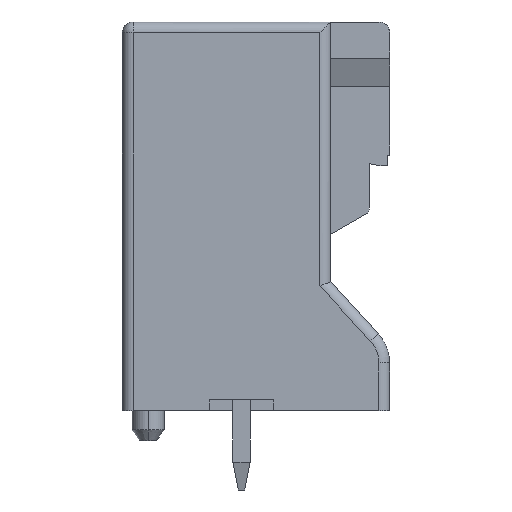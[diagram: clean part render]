
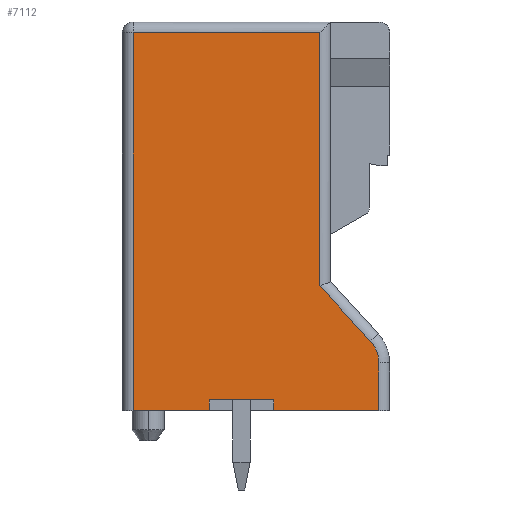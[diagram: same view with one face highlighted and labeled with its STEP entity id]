
A CAD part, left-side view. The second image highlights one B-rep face of the part: STEP entity #7112.
In plain terms, the highlighted planar face has unit normal (-1, 0, 0).
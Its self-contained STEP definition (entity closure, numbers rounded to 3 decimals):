
#3630 = VERTEX_POINT('',#3631);
#3631 = CARTESIAN_POINT('',(-12.565,-3.661,17.65));
#3698 = EDGE_CURVE('',#3630,#3699,#3701,.T.);
#3699 = VERTEX_POINT('',#3700);
#3700 = CARTESIAN_POINT('',(-12.565,-3.661,
    5.856));
#3701 = LINE('',#3702,#3703);
#3702 = CARTESIAN_POINT('',(-12.565,-3.661,
    18.457));
#3703 = VECTOR('',#3704,1.);
#3704 = DIRECTION('',(0.,0.,-1.));
#4226 = VERTEX_POINT('',#4227);
#4227 = CARTESIAN_POINT('',(-12.565,-6.411,0.05)
  );
#4234 = EDGE_CURVE('',#4235,#4226,#4237,.T.);
#4235 = VERTEX_POINT('',#4236);
#4236 = CARTESIAN_POINT('',(-12.565,-1.511,0.05)
  );
#4237 = LINE('',#4238,#4239);
#4238 = CARTESIAN_POINT('',(-12.565,6.65,0.05));
#4239 = VECTOR('',#4240,1.);
#4240 = DIRECTION('',(-0.,-1.,0.));
#5499 = VERTEX_POINT('',#5500);
#5500 = CARTESIAN_POINT('',(-12.565,-6.411,
    2.272));
#5507 = EDGE_CURVE('',#4226,#5499,#5508,.T.);
#5508 = LINE('',#5509,#5510);
#5509 = CARTESIAN_POINT('',(-12.565,-6.411,
    -0.006));
#5510 = VECTOR('',#5511,1.);
#5511 = DIRECTION('',(0.,0.,1.));
#6825 = VERTEX_POINT('',#6826);
#6826 = CARTESIAN_POINT('',(-12.565,-1.511,0.55));
#6832 = EDGE_CURVE('',#6833,#6825,#6835,.T.);
#6833 = VERTEX_POINT('',#6834);
#6834 = CARTESIAN_POINT('',(-12.565,1.489,0.55));
#6835 = LINE('',#6836,#6837);
#6836 = CARTESIAN_POINT('',(-12.565,6.65,0.55));
#6837 = VECTOR('',#6838,1.);
#6838 = DIRECTION('',(-0.,-1.,0.));
#7112 = ADVANCED_FACE('',(#7113),#7170,.T.);
#7113 = FACE_BOUND('',#7114,.T.);
#7114 = EDGE_LOOP('',(#7115,#7116,#7124,#7132,#7140,#7146,#7147,#7153,
    #7154,#7155,#7164));
#7115 = ORIENTED_EDGE('',*,*,#3698,.F.);
#7116 = ORIENTED_EDGE('',*,*,#7117,.T.);
#7117 = EDGE_CURVE('',#3630,#7118,#7120,.T.);
#7118 = VERTEX_POINT('',#7119);
#7119 = CARTESIAN_POINT('',(-12.565,5.039,17.65));
#7120 = LINE('',#7121,#7122);
#7121 = CARTESIAN_POINT('',(-12.565,-4.391,17.65));
#7122 = VECTOR('',#7123,1.);
#7123 = DIRECTION('',(0.,1.,0.));
#7124 = ORIENTED_EDGE('',*,*,#7125,.F.);
#7125 = EDGE_CURVE('',#7126,#7118,#7128,.T.);
#7126 = VERTEX_POINT('',#7127);
#7127 = CARTESIAN_POINT('',(-12.565,5.039,0.05));
#7128 = LINE('',#7129,#7130);
#7129 = CARTESIAN_POINT('',(-12.565,5.039,-0.39));
#7130 = VECTOR('',#7131,1.);
#7131 = DIRECTION('',(0.,0.,1.));
#7132 = ORIENTED_EDGE('',*,*,#7133,.T.);
#7133 = EDGE_CURVE('',#7126,#7134,#7136,.T.);
#7134 = VERTEX_POINT('',#7135);
#7135 = CARTESIAN_POINT('',(-12.565,1.489,0.05));
#7136 = LINE('',#7137,#7138);
#7137 = CARTESIAN_POINT('',(-12.565,6.65,0.05));
#7138 = VECTOR('',#7139,1.);
#7139 = DIRECTION('',(0.,-1.,-0.));
#7140 = ORIENTED_EDGE('',*,*,#7141,.T.);
#7141 = EDGE_CURVE('',#7134,#6833,#7142,.T.);
#7142 = LINE('',#7143,#7144);
#7143 = CARTESIAN_POINT('',(-12.565,1.489,20.15));
#7144 = VECTOR('',#7145,1.);
#7145 = DIRECTION('',(0.,0.,1.));
#7146 = ORIENTED_EDGE('',*,*,#6832,.T.);
#7147 = ORIENTED_EDGE('',*,*,#7148,.T.);
#7148 = EDGE_CURVE('',#6825,#4235,#7149,.T.);
#7149 = LINE('',#7150,#7151);
#7150 = CARTESIAN_POINT('',(-12.565,-1.511,20.15));
#7151 = VECTOR('',#7152,1.);
#7152 = DIRECTION('',(0.,0.,-1.));
#7153 = ORIENTED_EDGE('',*,*,#4234,.T.);
#7154 = ORIENTED_EDGE('',*,*,#5507,.T.);
#7155 = ORIENTED_EDGE('',*,*,#7156,.T.);
#7156 = EDGE_CURVE('',#5499,#7157,#7159,.T.);
#7157 = VERTEX_POINT('',#7158);
#7158 = CARTESIAN_POINT('',(-12.565,-6.017,
    3.286));
#7159 = CIRCLE('',#7160,1.5);
#7160 = AXIS2_PLACEMENT_3D('',#7161,#7162,#7163);
#7161 = CARTESIAN_POINT('',(-12.565,-4.911,
    2.272));
#7162 = DIRECTION('',(-1.,0.,0.));
#7163 = DIRECTION('',(0.,-1.,-0.));
#7164 = ORIENTED_EDGE('',*,*,#7165,.F.);
#7165 = EDGE_CURVE('',#3699,#7157,#7166,.T.);
#7166 = LINE('',#7167,#7168);
#7167 = CARTESIAN_POINT('',(-12.565,-3.661,
    5.856));
#7168 = VECTOR('',#7169,1.);
#7169 = DIRECTION('',(0.,-0.676,-0.737
    ));
#7170 = PLANE('',#7171);
#7171 = AXIS2_PLACEMENT_3D('',#7172,#7173,#7174);
#7172 = CARTESIAN_POINT('',(-12.565,5.325,18.09)
  );
#7173 = DIRECTION('',(-1.,0.,0.));
#7174 = DIRECTION('',(0.,-1.,-0.));
